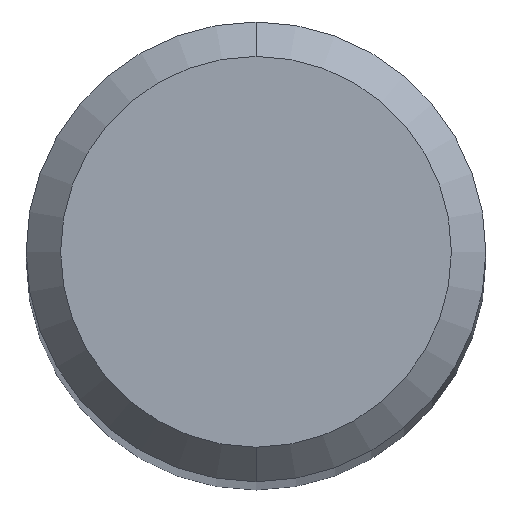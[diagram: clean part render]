
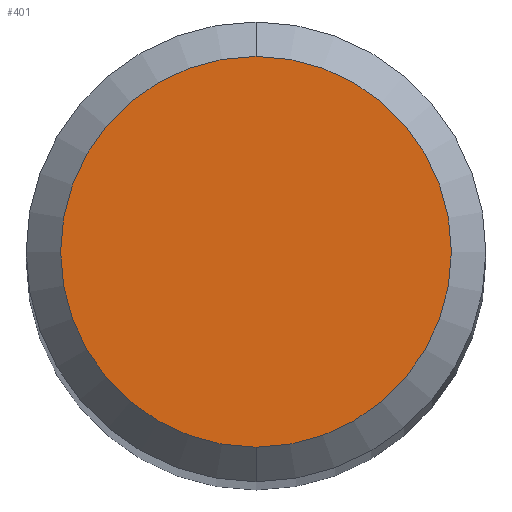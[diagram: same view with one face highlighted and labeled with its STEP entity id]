
A CAD part, top view. The second image highlights one B-rep face of the part: STEP entity #401.
In plain terms, the highlighted planar face has unit normal (0, 0, 1).
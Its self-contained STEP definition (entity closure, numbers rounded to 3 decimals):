
#401=ADVANCED_FACE('',(#1083),#1084,.T.);
#499=EDGE_CURVE('',#601,#1003,#1192,.T.);
#601=VERTEX_POINT('',#1301);
#895=EDGE_CURVE('',#1003,#601,#1623,.T.);
#1003=VERTEX_POINT('',#1743);
#1083=FACE_OUTER_BOUND('',#1884,.T.);
#1084=PLANE('',#1885);
#1192=CIRCLE('',#2438,1.7);
#1301=CARTESIAN_POINT('',(0.,-1.7,0.0));
#1623=CIRCLE('',#4774,1.7);
#1743=CARTESIAN_POINT('',(0.0,1.7,0.0));
#1884=EDGE_LOOP('',(#5557,#5558));
#1885=AXIS2_PLACEMENT_3D('',#5559,#5560,#5561);
#2438=AXIS2_PLACEMENT_3D('',#5676,#5677,#5678);
#4774=AXIS2_PLACEMENT_3D('',#6098,#6099,#6100);
#5557=ORIENTED_EDGE('',*,*,#895,.F.);
#5558=ORIENTED_EDGE('',*,*,#499,.F.);
#5559=CARTESIAN_POINT('',(0.0,0.85,0.0));
#5560=DIRECTION('',(-0.0,0.0,1.0));
#5561=DIRECTION('',(0.0,-1.0,0.0));
#5676=CARTESIAN_POINT('',(0.0,0.0,0.0));
#5677=DIRECTION('',(0.0,0.0,-1.0));
#5678=DIRECTION('',(0.0,1.0,0.0));
#6098=CARTESIAN_POINT('',(0.0,0.0,0.0));
#6099=DIRECTION('',(0.0,0.0,-1.0));
#6100=DIRECTION('',(0.0,1.0,0.0));
